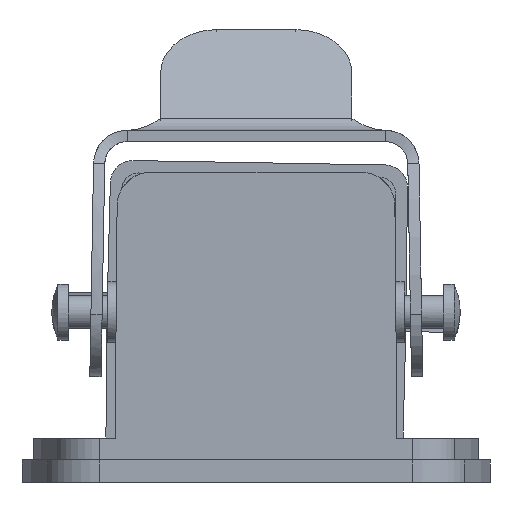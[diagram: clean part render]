
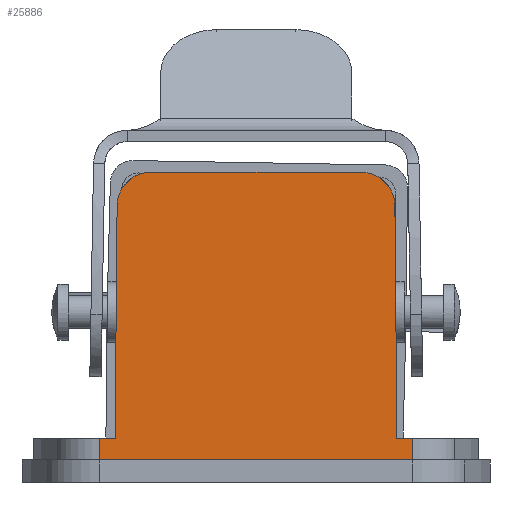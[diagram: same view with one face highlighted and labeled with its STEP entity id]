
A CAD part, front view. The second image highlights one B-rep face of the part: STEP entity #25886.
In plain terms, the highlighted planar face has unit normal (0, -1, 0).
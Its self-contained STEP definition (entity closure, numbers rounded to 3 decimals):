
#25746=AXIS2_PLACEMENT_3D('Circle Axis2P3D',#25744,#25745,$) ;
#25818=AXIS2_PLACEMENT_3D('Plane Axis2P3D',#25815,#25816,#25817) ;
#25850=AXIS2_PLACEMENT_3D('Circle Axis2P3D',#25848,#25849,$) ;
#25619=CARTESIAN_POINT('Vertex',(11.592,1.,27.7)) ;
#25622=CARTESIAN_POINT('Line Origine',(21.,1.,27.7)) ;
#25626=CARTESIAN_POINT('Vertex',(30.408,1.,27.7)) ;
#25744=CARTESIAN_POINT('Axis2P3D Location',(30.408,1.,24.7)) ;
#25748=CARTESIAN_POINT('Vertex',(33.408,1.,24.726)) ;
#25815=CARTESIAN_POINT('Axis2P3D Location',(21.,1.,15.2)) ;
#25820=CARTESIAN_POINT('Line Origine',(21.,1.,2.)) ;
#25824=CARTESIAN_POINT('Vertex',(35.,1.,2.)) ;
#25826=CARTESIAN_POINT('Vertex',(7.,1.,2.)) ;
#25829=CARTESIAN_POINT('Line Origine',(35.,1.,2.95)) ;
#25833=CARTESIAN_POINT('Vertex',(35.,1.,3.9)) ;
#25836=CARTESIAN_POINT('Line Origine',(34.295,1.,3.9)) ;
#25840=CARTESIAN_POINT('Vertex',(33.59,1.,3.9)) ;
#25843=CARTESIAN_POINT('Line Origine',(33.499,1.,14.313)) ;
#25848=CARTESIAN_POINT('Axis2P3D Location',(11.592,1.,24.7)) ;
#25852=CARTESIAN_POINT('Vertex',(8.592,1.,24.726)) ;
#25855=CARTESIAN_POINT('Line Origine',(8.501,1.,14.313)) ;
#25859=CARTESIAN_POINT('Vertex',(8.41,1.,3.9)) ;
#25862=CARTESIAN_POINT('Line Origine',(7.705,1.,3.9)) ;
#25866=CARTESIAN_POINT('Vertex',(7.,1.,3.9)) ;
#25869=CARTESIAN_POINT('Line Origine',(7.,1.,2.95)) ;
#25623=DIRECTION('Vector Direction',(-1.,0.,0.)) ;
#25745=DIRECTION('Axis2P3D Direction',(0.,1.,0.)) ;
#25816=DIRECTION('Axis2P3D Direction',(0.,1.,0.)) ;
#25817=DIRECTION('Axis2P3D XDirection',(-1.,0.,0.)) ;
#25821=DIRECTION('Vector Direction',(1.,0.,0.)) ;
#25830=DIRECTION('Vector Direction',(0.,0.,-1.)) ;
#25837=DIRECTION('Vector Direction',(1.,0.,0.)) ;
#25844=DIRECTION('Vector Direction',(0.009,0.,-1.)) ;
#25849=DIRECTION('Axis2P3D Direction',(0.,1.,0.)) ;
#25856=DIRECTION('Vector Direction',(0.009,0.,1.)) ;
#25863=DIRECTION('Vector Direction',(1.,0.,0.)) ;
#25870=DIRECTION('Vector Direction',(0.,0.,-1.)) ;
#25624=VECTOR('Line Direction',#25623,1.) ;
#25822=VECTOR('Line Direction',#25821,1.) ;
#25831=VECTOR('Line Direction',#25830,1.) ;
#25838=VECTOR('Line Direction',#25837,1.) ;
#25845=VECTOR('Line Direction',#25844,1.) ;
#25857=VECTOR('Line Direction',#25856,1.) ;
#25864=VECTOR('Line Direction',#25863,1.) ;
#25871=VECTOR('Line Direction',#25870,1.) ;
#25875=ORIENTED_EDGE('',*,*,#25828,.F.) ;
#25876=ORIENTED_EDGE('',*,*,#25835,.F.) ;
#25877=ORIENTED_EDGE('',*,*,#25842,.T.) ;
#25878=ORIENTED_EDGE('',*,*,#25847,.F.) ;
#25879=ORIENTED_EDGE('',*,*,#25750,.F.) ;
#25880=ORIENTED_EDGE('',*,*,#25628,.F.) ;
#25881=ORIENTED_EDGE('',*,*,#25854,.F.) ;
#25882=ORIENTED_EDGE('',*,*,#25861,.F.) ;
#25883=ORIENTED_EDGE('',*,*,#25868,.T.) ;
#25884=ORIENTED_EDGE('',*,*,#25873,.T.) ;
#25886=ADVANCED_FACE('Hauptk\X2\00F6\X0\rper',(#25885),#25819,.F.) ;
#25747=CIRCLE('generated circle',#25746,3.) ;
#25851=CIRCLE('generated circle',#25850,3.) ;
#25628=EDGE_CURVE('',#25620,#25627,#25625,.F.) ;
#25750=EDGE_CURVE('',#25627,#25749,#25747,.T.) ;
#25828=EDGE_CURVE('',#25825,#25827,#25823,.F.) ;
#25835=EDGE_CURVE('',#25834,#25825,#25832,.T.) ;
#25842=EDGE_CURVE('',#25834,#25841,#25839,.F.) ;
#25847=EDGE_CURVE('',#25749,#25841,#25846,.T.) ;
#25854=EDGE_CURVE('',#25853,#25620,#25851,.T.) ;
#25861=EDGE_CURVE('',#25860,#25853,#25858,.T.) ;
#25868=EDGE_CURVE('',#25860,#25867,#25865,.F.) ;
#25873=EDGE_CURVE('',#25867,#25827,#25872,.T.) ;
#25874=EDGE_LOOP('',(#25875,#25876,#25877,#25878,#25879,#25880,#25881,#25882,#25883,#25884)) ;
#25885=FACE_OUTER_BOUND('',#25874,.T.) ;
#25625=LINE('Line',#25622,#25624) ;
#25823=LINE('Line',#25820,#25822) ;
#25832=LINE('Line',#25829,#25831) ;
#25839=LINE('Line',#25836,#25838) ;
#25846=LINE('Line',#25843,#25845) ;
#25858=LINE('Line',#25855,#25857) ;
#25865=LINE('Line',#25862,#25864) ;
#25872=LINE('Line',#25869,#25871) ;
#25819=PLANE('',#25818) ;
#25620=VERTEX_POINT('',#25619) ;
#25627=VERTEX_POINT('',#25626) ;
#25749=VERTEX_POINT('',#25748) ;
#25825=VERTEX_POINT('',#25824) ;
#25827=VERTEX_POINT('',#25826) ;
#25834=VERTEX_POINT('',#25833) ;
#25841=VERTEX_POINT('',#25840) ;
#25853=VERTEX_POINT('',#25852) ;
#25860=VERTEX_POINT('',#25859) ;
#25867=VERTEX_POINT('',#25866) ;
